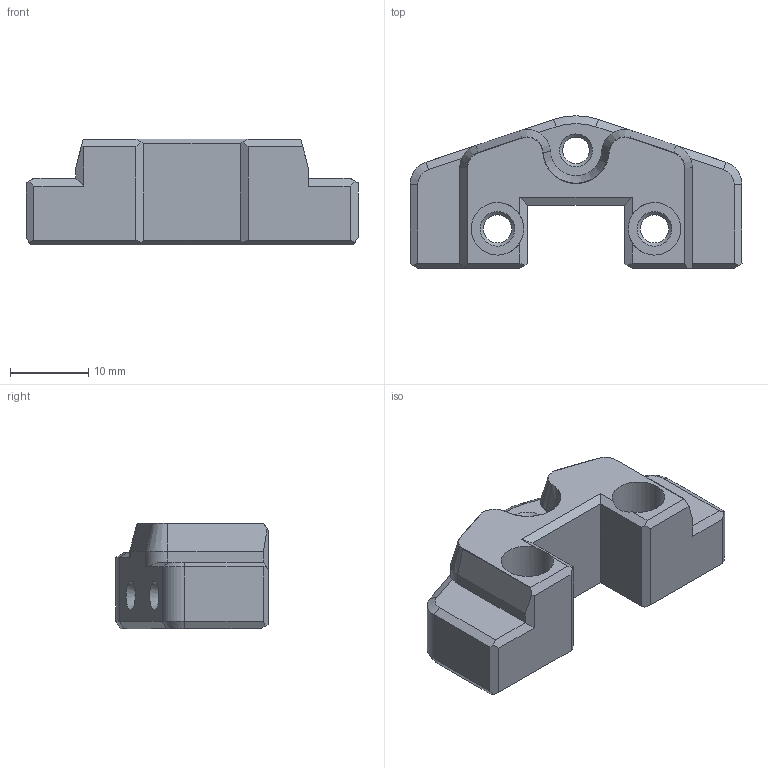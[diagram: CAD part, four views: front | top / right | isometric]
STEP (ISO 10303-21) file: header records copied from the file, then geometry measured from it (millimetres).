
FILE_DESCRIPTION(/* description */ (''),/* implementation_level */ '2;1');
FILE_NAME(/* name */ 'BELT_TENSIONER_XY_V01.step',/* time_stamp */ '2023-01-16T22:48:14+01:00',/* author */ (''),/* organization */ (''),/* preprocessor_version */ 'ST-DEVELOPER v19.2',/* originating_system */ 'Autodesk Translation Framework v11.17.0.187',/* authorisation */ '');
FILE_SCHEMA (('AUTOMOTIVE_DESIGN { 1 0 10303 214 3 1 1 }'));
Length unit declared in the file: millimetre
Products named in the file (1): BELT_TENSIONER_XY_V01_PR
Bounding box: 42.3 x 19.41 x 13.5 mm (x, y, z)
Volume: 5900 mm3; surface area: 3330.7 mm2
Topology: 1 solids, 1 shells, 100 faces, 249 edges, 155 vertices
Faces by surface type: plane 57, cone 26, cylinder 17
Full cylindrical faces by diameter (mm): 2.5 x4, 3.4 x1, 3.6 x2, 6.7 x2
Entity records: 2999 total; most frequent: DIRECTION 529, CARTESIAN_POINT 505, ORIENTED_EDGE 498, EDGE_CURVE 249, AXIS2_PLACEMENT_3D 179, LINE 171, VECTOR 171, VERTEX_POINT 155
